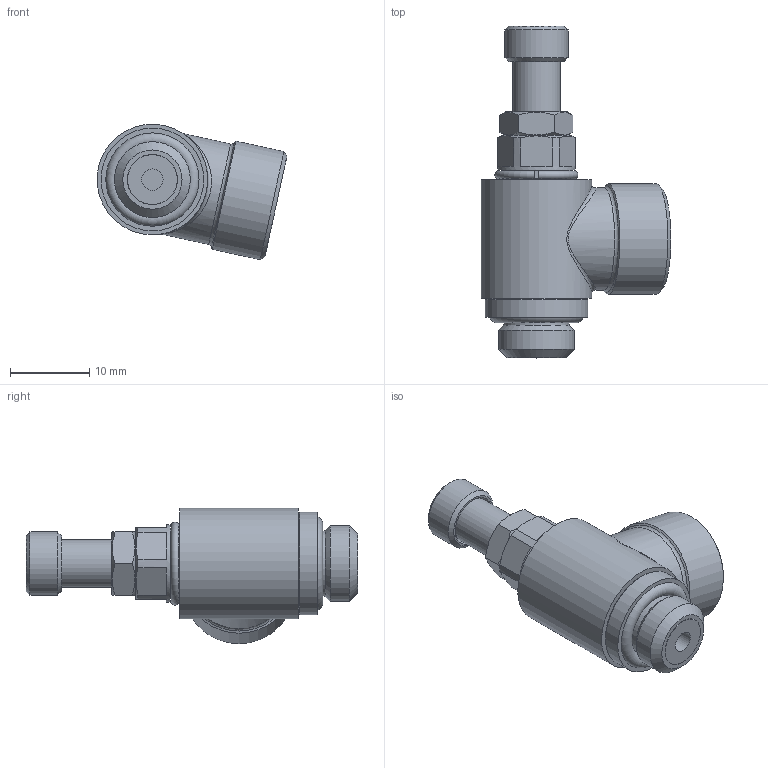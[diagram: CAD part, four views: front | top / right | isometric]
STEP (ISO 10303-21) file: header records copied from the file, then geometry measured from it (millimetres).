
FILE_DESCRIPTION((''),'2;1');
FILE_NAME('MV411818RAV.stp','2022-08-09T09:25:09',('RL'),(''),'Autodesk Inventor 2012','Autodesk Inventor 2012','');
FILE_SCHEMA(('AUTOMOTIVE_DESIGN { 1 0 10303 214 1 1 1 1 }'));
Length unit declared in the file: millimetre
Products named in the file (1): MV411818RAV
Bounding box: 24.01 x 42 x 17.14 mm (x, y, z)
Volume: 4734.7 mm3; surface area: 3154.6 mm2
Topology: 1 solids, 2 shells, 78 faces, 182 edges, 120 vertices
Faces by surface type: plane 36, cone 18, cylinder 18, torus 4, bspline 2
Full cylindrical faces by diameter (mm): 2.7 x1, 6 x2, 8 x1, 8.3 x1, 8.566 x1, 8.75 x1, 9.6 x1, 9.85 x2, 10.536 x3, 10.9 x1, 13 x2, 14 x2
Entity records: 3645 total; most frequent: CARTESIAN_POINT 2080, DIRECTION 316, ORIENTED_EDGE 268, AXIS2_PLACEMENT_3D 145, EDGE_CURVE 134, EDGE_LOOP 134, VERTEX_POINT 110, FACE_OUTER_BOUND 78
